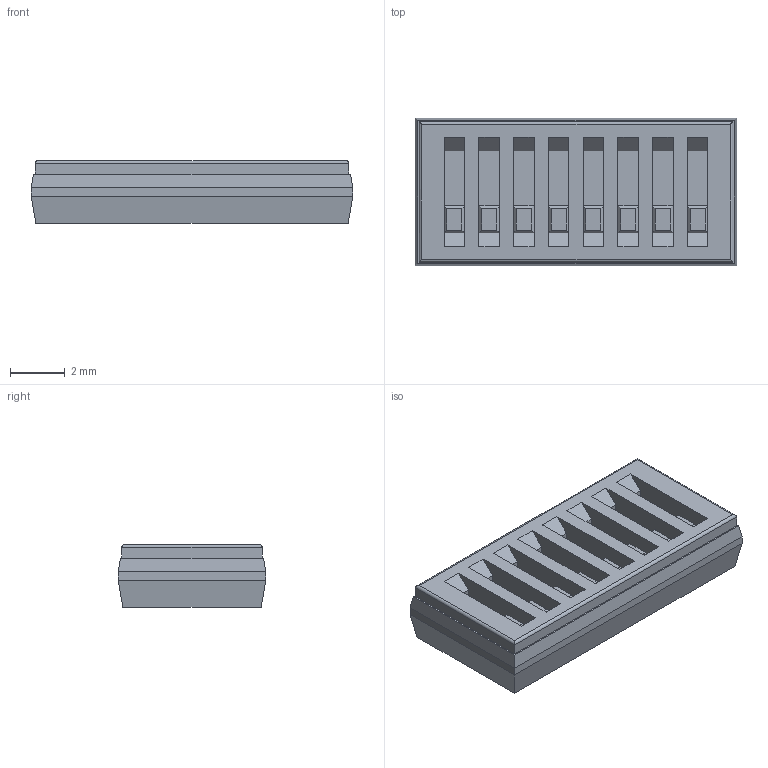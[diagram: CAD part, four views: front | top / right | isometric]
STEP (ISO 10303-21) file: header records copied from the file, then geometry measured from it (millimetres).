
FILE_DESCRIPTION (( 'STEP AP214' ), '1' );
FILE_NAME ('ID8.STEP', '2024-03-28T17:30:18', ( '' ), ( '' ), 'SwSTEP 2.0', 'SolidWorks 2020', '' );
FILE_SCHEMA (( 'AUTOMOTIVE_DESIGN' ));
Length unit declared in the file: millimetre
Products named in the file (3): 錨璃2^ID8; 錨璃1^ID8; ID8
Assembly tree (2 placements, depth 2):
  ID8
    錨璃1^ID8
    錨璃2^ID8
Bounding box: 11.76 x 5.4 x 2.3 mm (x, y, z)
Volume: 123.3 mm3; surface area: 279.6 mm2
Topology: 9 solids, 9 shells, 159 faces, 352 edges, 220 vertices
Faces by surface type: plane 155, cylinder 4
Entity records: 4407 total; most frequent: CARTESIAN_POINT 748, ORIENTED_EDGE 704, DIRECTION 676, EDGE_CURVE 352, LINE 348, VECTOR 348, VERTEX_POINT 220, EDGE_LOOP 168
